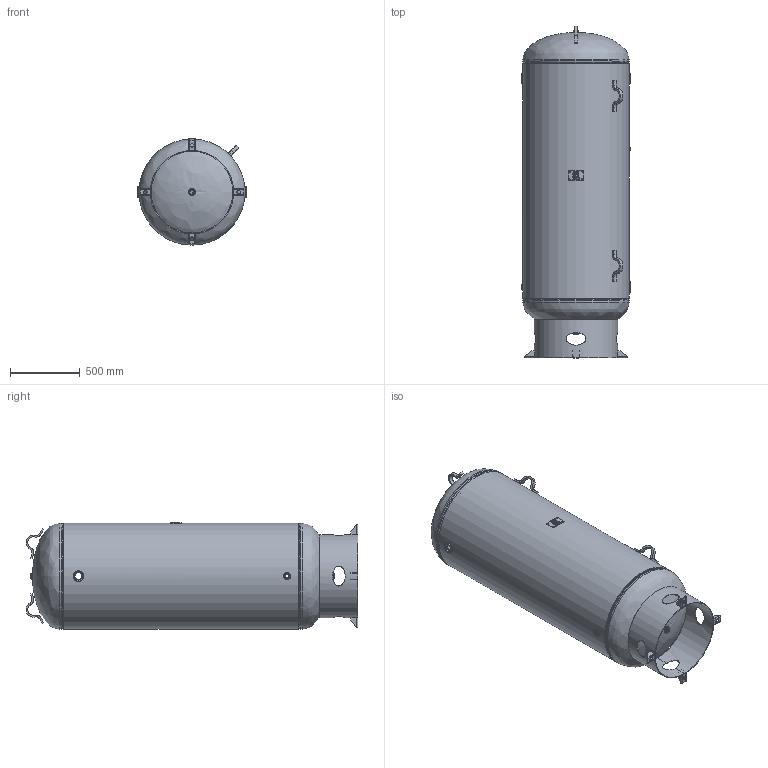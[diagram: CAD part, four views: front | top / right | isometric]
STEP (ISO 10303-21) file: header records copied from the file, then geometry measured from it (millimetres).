
FILE_DESCRIPTION(/* description */ ('FIRST LINE DESCRIPTION'),/* implementation_level */ '2;1');
FILE_NAME(/* name */ 'A10053-300.stp',/* time_stamp */ '2020-07-17T16:17:50-04:00',/* author */ ('matt.gilbert'),/* organization */ ('STEEL FAB IF WE MAKE IT, VENDOR IF WE DON''T'),/* preprocessor_version */ 'ST-DEVELOPER v17.2',/* originating_system */ 'Autodesk Inventor 2019',/* authorisation */ 'CHECKERS BOSS');
FILE_SCHEMA (('AUTOMOTIVE_DESIGN { 1 0 10303 214 3 1 1 }'));
Length unit declared in the file: inch
Products named in the file (13): A10053-300; H30313J; A10053-300-SL; F102001; F101000; F100500; F100250; S102186; S100064; S101519-P; A10053-300-NP; 64-784-H; 64-784-V
Assembly tree (22 placements, depth 3):
  A10053-300
    H30313J  x2
    A10053-300-SL
    F102001  x3
    F101000  x3
    F100500
    F100250
    S102186
      S100064
      S101519-P  x4
    A10053-300-NP
    64-784-V  x2
    64-784-H  x2
Bounding box: 787.64 x 2382.57 x 763.52 mm (x, y, z)
Volume: 45840547.8 mm3; surface area: 12241661.3 mm2
Topology: 27 solids, 27 shells, 474 faces, 1322 edges, 914 vertices
Faces by surface type: plane 255, cylinder 119, bspline 45, torus 37, cone 18
Full cylindrical faces by diameter (mm): 6.35 x1, 9.525 x4, 11.455 x1, 12.7 x1, 18.644 x1, 25.4 x1, 26.987 x1, 30.302 x3, 39.688 x6, 50.8 x6, 55.169 x3, 66.675 x3, 76.2 x3, 587.375 x1, 596.9 x1, 729.234 x2, 745.109 x2, 746.1 x1, 747.116 x2, 762 x3
Entity records: 13561 total; most frequent: CARTESIAN_POINT 4756, ORIENTED_EDGE 1772, DIRECTION 1708, EDGE_CURVE 886, AXIS2_PLACEMENT_3D 665, VERTEX_POINT 614, EDGE_LOOP 380, LINE 378
